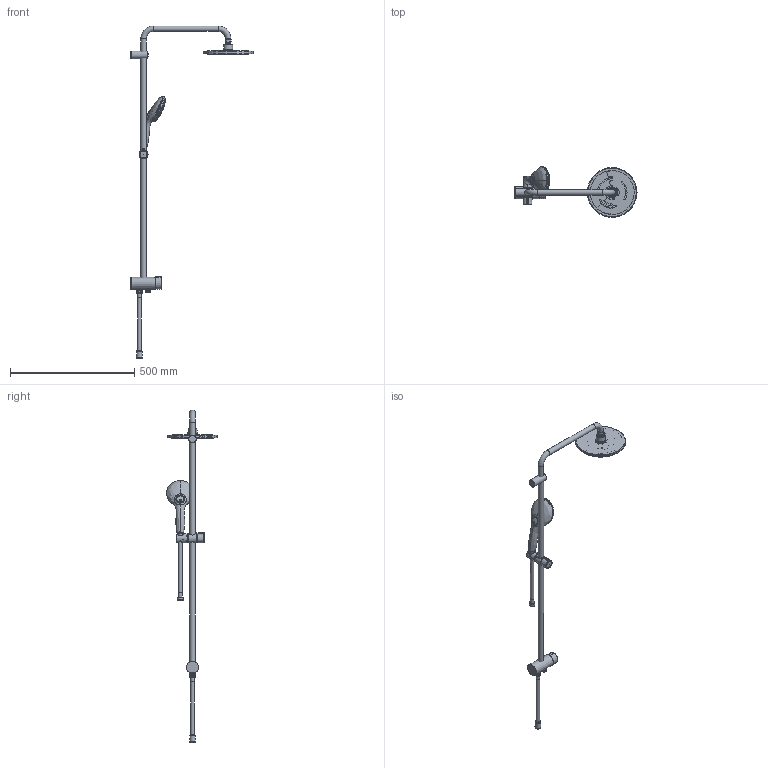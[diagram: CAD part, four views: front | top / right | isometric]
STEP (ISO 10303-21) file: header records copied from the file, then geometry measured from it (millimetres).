
FILE_DESCRIPTION(/* description */ ('Unknown'),/* implementation_level */ '2;1');
FILE_NAME(/* name */ '26452002',/* time_stamp */ '2023-04-24T16:53:14+02:00',/* author */ ('Unknown'),/* organization */ ('GROHE AG'),/* preprocessor_version */ 'ST-DEVELOPER v16.7',/* originating_system */ 'DEX',/* authorisation */ $);
FILE_SCHEMA (('AUTOMOTIVE_DESIGN {1 0 10303 214 3 1 1}'));
Length unit declared in the file: millimetre
Products named in the file (8): 26452002; 26452002_1; 26452002_2; _0; 081107 GTM1000C Handles Update02_0; A4297454_BUMPER_NOZZLE_SOLID_0; A4298721_HOUSING_SURFACES_PS_SURFACE_V1_HIGHER_SOLID_211103_0; A4298722_SOFTTOOL DIAL_NEW_POSITION_RADIUS_0,7_0
Assembly tree (7 placements, depth 2):
  26452002
    26452002_1
    26452002_2
    _0
    081107 GTM1000C Handles Update02_0
    A4297454_BUMPER_NOZZLE_SOLID_0
    A4298721_HOUSING_SURFACES_PS_SURFACE_V1_HIGHER_SOLID_211103_0
    A4298722_SOFTTOOL DIAL_NEW_POSITION_RADIUS_0,7_0
Bounding box: 490.55 x 204.17 x 1334.36 mm (x, y, z)
Volume: 337031.4 mm3; surface area: 324568.5 mm2
Topology: 4 solids, 226 shells, 978 faces, 3949 edges, 3036 vertices
Faces by surface type: cone 289, torus 217, bspline 196, plane 158, cylinder 112, sphere 6
Full cylindrical faces by diameter (mm): 2.8 x66, 4.1 x6, 14.262 x2, 15 x4, 18 x1, 19.9 x2, 20.96 x1, 22 x5, 22.6 x2, 22.9 x1, 23 x3, 31.3 x1, 33.4 x2, 36 x2, 98.8 x1, 100.004 x1, 195.8 x1
Entity records: 55590 total; most frequent: CARTESIAN_POINT 28809, DIRECTION 4106, ORIENTED_EDGE 4042, EDGE_CURVE 2995, VERTEX_POINT 2706, AXIS2_PLACEMENT_3D 1956, EDGE_LOOP 1885, FACE_BOUND 1885
